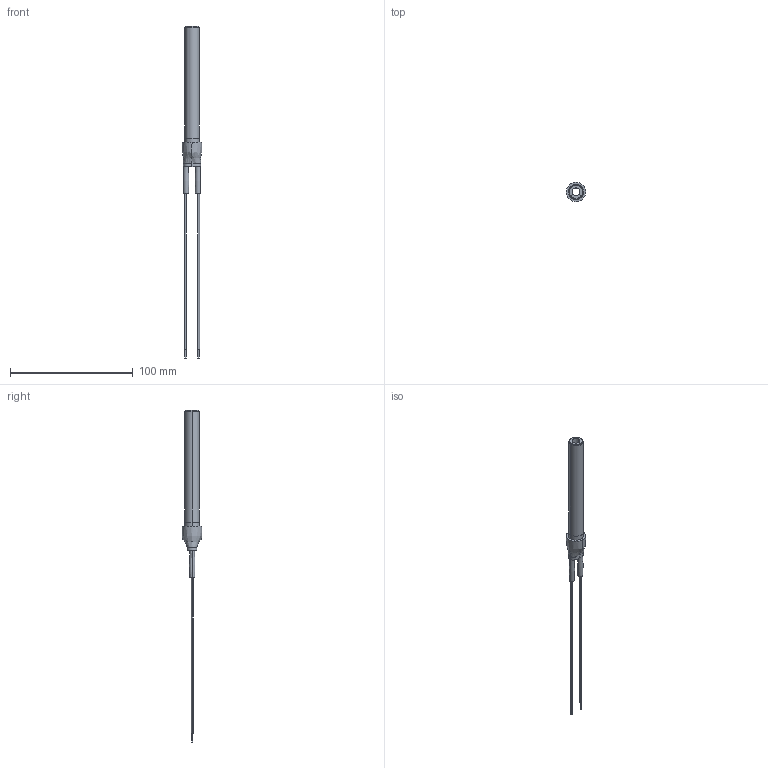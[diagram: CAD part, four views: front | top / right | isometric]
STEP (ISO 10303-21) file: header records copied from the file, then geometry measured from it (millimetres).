
FILE_DESCRIPTION (( 'STEP AP214' ), '1' );
FILE_NAME ('PSx-4-120-W.STEP', '2020-03-16T01:12:54', ( '' ), ( '' ), 'SwSTEP 2.0', 'SolidWorks 2016', '' );
FILE_SCHEMA (( 'AUTOMOTIVE_DESIGN' ));
Length unit declared in the file: millimetre
Products named in the file (8): FEA-RG092; FEA-TS003; 29071-1; FEA-TS012; LCR-3-120-VCFL_PSx-4_7; PSx-4-120-W; PSx-1_3_4_5_6_7_Wiring_Assembly_2; PSx-1_3_4_5_6_7_Wiring_Assembly_1
Assembly tree (10 placements, depth 3):
  PSx-4-120-W
    LCR-3-120-VCFL_PSx-4_7
    PSx-1_3_4_5_6_7_Wiring_Assembly_1
      FEA-RG092
      29071-1
      FEA-TS012
    PSx-1_3_4_5_6_7_Wiring_Assembly_2
      FEA-RG092
      29071-1
      FEA-TS012
    FEA-TS003
Bounding box: 16 x 16 x 271 mm (x, y, z)
Volume: 9755.4 mm3; surface area: 11246.6 mm2
Topology: 11 solids, 11 shells, 197 faces, 470 edges, 300 vertices
Faces by surface type: cylinder 88, plane 67, torus 24, bspline 18
Entity records: 25645 total; most frequent: CARTESIAN_POINT 21074, DIRECTION 700, ORIENTED_EDGE 668, EDGE_CURVE 334, AXIS2_PLACEMENT_3D 284, VERTEX_POINT 216, EDGE_LOOP 148, CIRCLE 146
